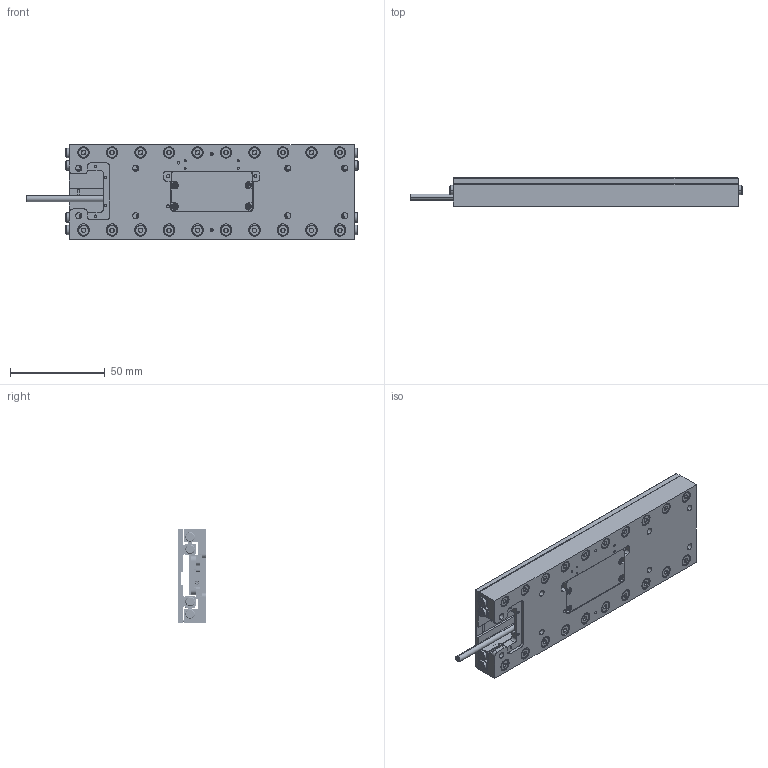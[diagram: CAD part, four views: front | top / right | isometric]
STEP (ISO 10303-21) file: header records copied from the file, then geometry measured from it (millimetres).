
FILE_DESCRIPTION (( 'STEP AP214' ), '1' );
FILE_NAME ('PPS-50-X40XX.STEP', '2025-01-21T21:13:29', ( '' ), ( '' ), 'SwSTEP 2.0', 'SolidWorks 2023', '' );
FILE_SCHEMA (( 'AUTOMOTIVE_DESIGN' ));
Length unit declared in the file: millimetre
Products named in the file (13): 431785 Cable Clamp, PPS-50LM; PPS-50LM, Carriage_Master Part_150, Piezo Motor Version ; Cooner Black Cable_L80; 110375 Motor, Linear, Sierramotion 2051-1-000-XX Series, Coil_DEMO; Cage, Slide Way, NB, SV2000_SV 2150-26Z ; PPS-50LM, Base_Master Part_L150; SCREW, MS-PPH, M-JCIS_M2.5 x 0.45 x 6mm; 130325 Bearing, Slide Way, NB, SV2000_SV 2150 ; SCREW, MS-PPH, M-JCIS_M2 x 0.4 x 5mm; SCREW, MS-PPH, M-JCIS_M2 x 0.4 x 4mm; PPS-50-X40XX; SCREW, MS-PPH, M-JCIS_M1.2 x 0.25 x 3mm; Screw, SHCS-L, M-DIN_M3 x 0.5 x 08mm
Assembly tree (58 placements, depth 2):
  PPS-50-X40XX
    PPS-50LM, Base_Master Part_L150
    PPS-50LM, Carriage_Master Part_150, Piezo Motor Version 
    130325 Bearing, Slide Way, NB, SV2000_SV 2150   x4
    Cage, Slide Way, NB, SV2000_SV 2150-26Z   x2
    SCREW, MS-PPH, M-JCIS_M1.2 x 0.25 x 3mm
    110375 Motor, Linear, Sierramotion 2051-1-000-XX Series, Coil_DEMO
    SCREW, MS-PPH, M-JCIS_M2 x 0.4 x 4mm  x4
    Cooner Black Cable_L80
    SCREW, MS-PPH, M-JCIS_M2 x 0.4 x 5mm  x2
    431785 Cable Clamp, PPS-50LM
    SCREW, MS-PPH, M-JCIS_M2.5 x 0.45 x 6mm  x20
    Screw, SHCS-L, M-DIN_M3 x 0.5 x 08mm  x20
Bounding box: 174.8 x 15 x 50 mm (x, y, z)
Volume: 78005 mm3; surface area: 71131.6 mm2
Topology: 71 solids, 71 shells, 2655 faces, 6568 edges, 4155 vertices
Faces by surface type: plane 1276, cylinder 895, torus 322, cone 138, bspline 24
Entity records: 82467 total; most frequent: CARTESIAN_POINT 52547, DIRECTION 6418, ORIENTED_EDGE 5910, EDGE_CURVE 2955, AXIS2_PLACEMENT_3D 2400, VERTEX_POINT 1933, LINE 1618, VECTOR 1618
